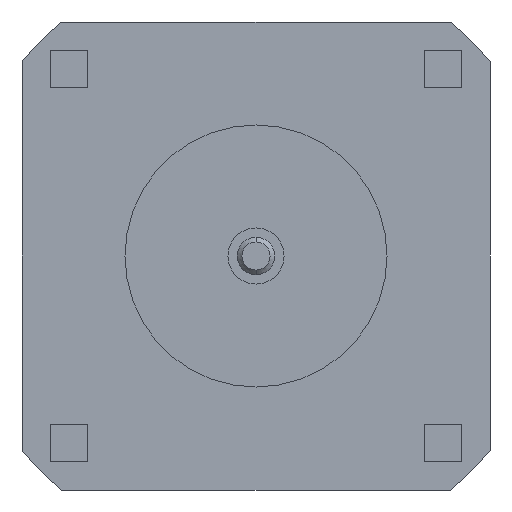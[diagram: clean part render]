
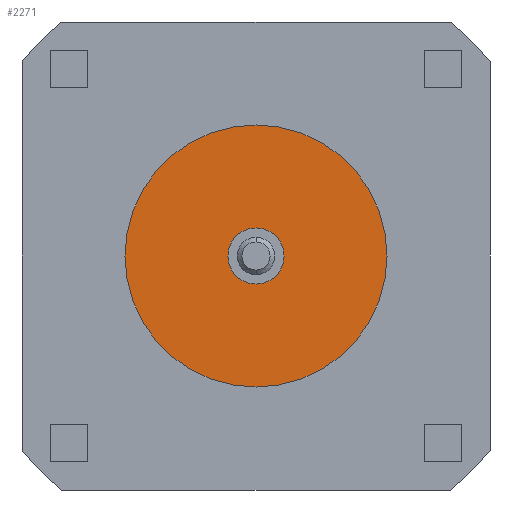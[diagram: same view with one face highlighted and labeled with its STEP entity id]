
A CAD part, left-side view. The second image highlights one B-rep face of the part: STEP entity #2271.
In plain terms, the highlighted planar face has unit normal (-1, 0, 0).
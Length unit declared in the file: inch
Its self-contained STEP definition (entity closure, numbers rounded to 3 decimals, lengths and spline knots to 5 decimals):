
#11 = CARTESIAN_POINT ( 'NONE',  ( 0.83973, 0., 0. ) ) ;
#99 = CARTESIAN_POINT ( 'NONE',  ( 0.83973, 0., -0.14 ) ) ;
#117 = VERTEX_POINT ( 'NONE', #546 ) ;
#150 = DIRECTION ( 'NONE',  ( 0., 0., 1. ) ) ;
#159 = CARTESIAN_POINT ( 'NONE',  ( 0.83973, 0., -0.03 ) ) ;
#243 = ORIENTED_EDGE ( 'NONE', *, *, #1146, .T. ) ;
#275 = FACE_OUTER_BOUND ( 'NONE', #1591, .T. ) ;
#363 = CIRCLE ( 'NONE', #553, 0.14 ) ;
#546 = CARTESIAN_POINT ( 'NONE',  ( 0.83973, 0., 0.14 ) ) ;
#553 = AXIS2_PLACEMENT_3D ( 'NONE', #904, #2579, #3016 ) ;
#568 = EDGE_LOOP ( 'NONE', ( #1999, #1026 ) ) ;
#617 = AXIS2_PLACEMENT_3D ( 'NONE', #2061, #2045, #1361 ) ;
#622 = ORIENTED_EDGE ( 'NONE', *, *, #1161, .T. ) ;
#862 = PLANE ( 'NONE',  #1979 ) ;
#904 = CARTESIAN_POINT ( 'NONE',  ( 0.83973, 0., 0. ) ) ;
#967 = VERTEX_POINT ( 'NONE', #3023 ) ;
#994 = DIRECTION ( 'NONE',  ( 0., 0., 1. ) ) ;
#1026 = ORIENTED_EDGE ( 'NONE', *, *, #2986, .F. ) ;
#1054 = VERTEX_POINT ( 'NONE', #159 ) ;
#1125 = VERTEX_POINT ( 'NONE', #99 ) ;
#1136 = DIRECTION ( 'NONE',  ( 0., 0., 1. ) ) ;
#1146 = EDGE_CURVE ( 'NONE', #1125, #117, #363, .T. ) ;
#1161 = EDGE_CURVE ( 'NONE', #117, #1125, #2747, .T. ) ;
#1217 = DIRECTION ( 'NONE',  ( -1., 0., 0. ) ) ;
#1284 = CIRCLE ( 'NONE', #2838, 0.03 ) ;
#1316 = CIRCLE ( 'NONE', #1669, 0.03 ) ;
#1361 = DIRECTION ( 'NONE',  ( 0., 0., 1. ) ) ;
#1587 = DIRECTION ( 'NONE',  ( -1., 0., 0. ) ) ;
#1591 = EDGE_LOOP ( 'NONE', ( #622, #243 ) ) ;
#1669 = AXIS2_PLACEMENT_3D ( 'NONE', #11, #1217, #994 ) ;
#1979 = AXIS2_PLACEMENT_3D ( 'NONE', #2039, #2562, #1136 ) ;
#1999 = ORIENTED_EDGE ( 'NONE', *, *, #2791, .F. ) ;
#2039 = CARTESIAN_POINT ( 'NONE',  ( 0.83973, 0., 0. ) ) ;
#2045 = DIRECTION ( 'NONE',  ( -1., 0., 0. ) ) ;
#2061 = CARTESIAN_POINT ( 'NONE',  ( 0.83973, 0., 0. ) ) ;
#2271 = ADVANCED_FACE ( 'NONE', ( #3093, #275 ), #862, .T. ) ;
#2562 = DIRECTION ( 'NONE',  ( -1., 0., 0. ) ) ;
#2579 = DIRECTION ( 'NONE',  ( -1., 0., 0. ) ) ;
#2747 = CIRCLE ( 'NONE', #617, 0.14 ) ;
#2761 = CARTESIAN_POINT ( 'NONE',  ( 0.83973, 0., 0. ) ) ;
#2791 = EDGE_CURVE ( 'NONE', #1054, #967, #1284, .T. ) ;
#2838 = AXIS2_PLACEMENT_3D ( 'NONE', #2761, #1587, #150 ) ;
#2986 = EDGE_CURVE ( 'NONE', #967, #1054, #1316, .T. ) ;
#3016 = DIRECTION ( 'NONE',  ( 0., 0., 1. ) ) ;
#3023 = CARTESIAN_POINT ( 'NONE',  ( 0.83973, 0., 0.03 ) ) ;
#3093 = FACE_BOUND ( 'NONE', #568, .T. ) ;
